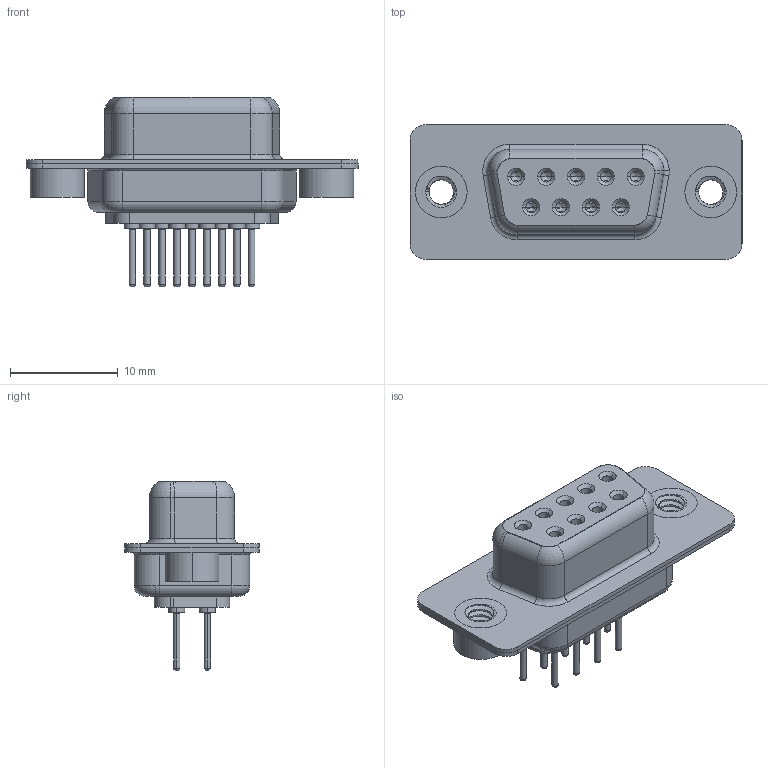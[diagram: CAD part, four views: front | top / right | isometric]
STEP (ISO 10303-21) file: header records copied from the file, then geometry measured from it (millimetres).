
FILE_DESCRIPTION (( 'STEP AP203' ), '1' );
FILE_NAME ('628-M09-221-BT2.STEP', '2020-07-16T18:06:37', ( '' ), ( '' ), 'SwSTEP 2.0', 'SolidWorks 2020', '' );
FILE_SCHEMA (( 'CONFIG_CONTROL_DESIGN' ));
Length unit declared in the file: millimetre
Products named in the file (7): 628M 4-40 Threaded Rivet; 628-M09-221-BT2; 628M Contact Row 2_21; 628M Shell Front_09 Contacts; 628M Housing_09 Contacts; 628M Contact Row 1_21; 628M Shell Rear_09 Contacts
Assembly tree (14 placements, depth 2):
  628-M09-221-BT2
    628M Housing_09 Contacts
    628M Shell Front_09 Contacts
    628M Shell Rear_09 Contacts
    628M Contact Row 1_21  x5
    628M Contact Row 2_21  x4
    628M 4-40 Threaded Rivet  x2
Bounding box: 30.8 x 12.5 x 17.6 mm (x, y, z)
Volume: 1703.6 mm3; surface area: 4427.2 mm2
Topology: 14 solids, 14 shells, 774 faces, 1821 edges, 1122 vertices
Faces by surface type: cylinder 308, plane 202, torus 189, cone 69, bspline 6
Entity records: 15480 total; most frequent: CARTESIAN_POINT 3905, DIRECTION 2439, ORIENTED_EDGE 2098, EDGE_CURVE 1049, AXIS2_PLACEMENT_3D 1024, VERTEX_POINT 656, CIRCLE 563, EDGE_LOOP 521
